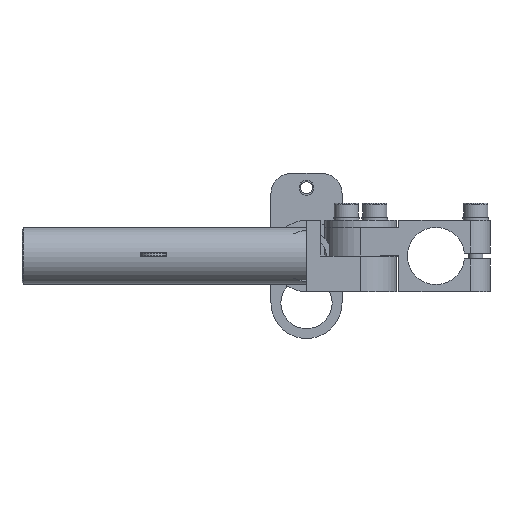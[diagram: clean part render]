
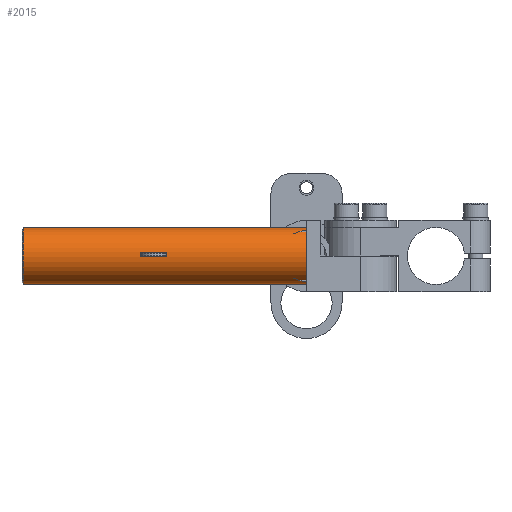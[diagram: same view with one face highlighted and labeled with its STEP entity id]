
A CAD part, front view. The second image highlights one B-rep face of the part: STEP entity #2015.
In plain terms, the highlighted cylindrical face has radius 10 mm (diameter 20 mm), a full revolution.
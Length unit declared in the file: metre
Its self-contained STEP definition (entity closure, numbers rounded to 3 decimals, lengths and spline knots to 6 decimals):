
#2015 = ADVANCED_FACE( '', ( #4134, #4135 ), #4136, .T. );
#4134 = FACE_OUTER_BOUND( '', #5104, .T. );
#4135 = FACE_OUTER_BOUND( '', #5105, .T. );
#4136 = CYLINDRICAL_SURFACE( '', #5106, 0.01 );
#5104 = EDGE_LOOP( '', ( #6750 ) );
#5105 = EDGE_LOOP( '', ( #6751 ) );
#5106 = AXIS2_PLACEMENT_3D( '', #6752, #6753, #6754 );
#6750 = ORIENTED_EDGE( '', *, *, #8446, .T. );
#6751 = ORIENTED_EDGE( '', *, *, #8444, .F. );
#6752 = CARTESIAN_POINT( '', ( 0., -0.06, 0. ) );
#6753 = DIRECTION( '', ( 0., 1., 0. ) );
#6754 = DIRECTION( '', ( 0., 0., -1. ) );
#8444 = EDGE_CURVE( '', #9640, #9640, #9641, .T. );
#8446 = EDGE_CURVE( '', #9644, #9644, #9645, .F. );
#9640 = VERTEX_POINT( '', #9958 );
#9641 = CIRCLE( '', #9959, 0.01 );
#9644 = VERTEX_POINT( '', #9962 );
#9645 = CIRCLE( '', #9963, 0.01 );
#9958 = CARTESIAN_POINT( '', ( 0., 0.03, -0.01 ) );
#9959 = AXIS2_PLACEMENT_3D( '', #10216, #10217, #10218 );
#9962 = CARTESIAN_POINT( '', ( 0., 0.1295, 0.01 ) );
#9963 = AXIS2_PLACEMENT_3D( '', #10222, #10223, #10224 );
#10216 = CARTESIAN_POINT( '', ( 0., 0.03, 0. ) );
#10217 = DIRECTION( '', ( 0., -1., 0. ) );
#10218 = DIRECTION( '', ( 0., 0., -1. ) );
#10222 = CARTESIAN_POINT( '', ( 0., 0.1295, 0. ) );
#10223 = DIRECTION( '', ( 0., 1., 0. ) );
#10224 = DIRECTION( '', ( 0., 0., 1. ) );
